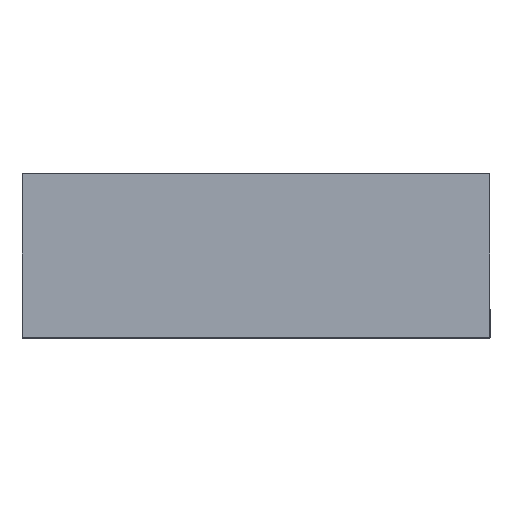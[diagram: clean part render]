
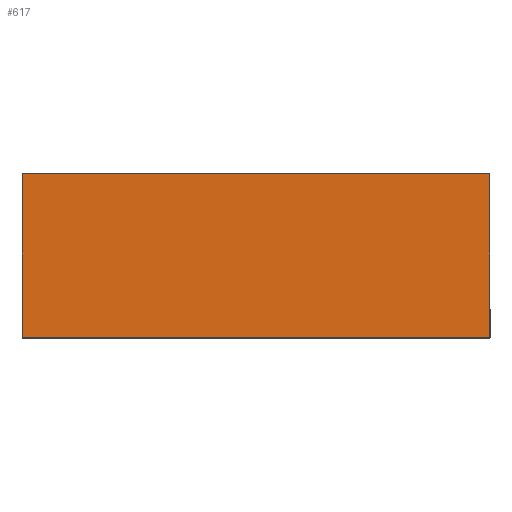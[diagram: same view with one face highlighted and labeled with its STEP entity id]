
A CAD part, top view. The second image highlights one B-rep face of the part: STEP entity #617.
In plain terms, the highlighted planar face has unit normal (0, 0, 1).
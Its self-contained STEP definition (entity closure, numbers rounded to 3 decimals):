
#11 = PLANE ( 'NONE',  #1101 ) ;
#31 = CARTESIAN_POINT ( 'NONE',  ( -1., 0.7, 1.2 ) ) ;
#64 = ORIENTED_EDGE ( 'NONE', *, *, #1065, .T. ) ;
#68 = DIRECTION ( 'NONE',  ( 0., -1., 0. ) ) ;
#118 = DIRECTION ( 'NONE',  ( 1., 0., 0. ) ) ;
#130 = LINE ( 'NONE', #1106, #1589 ) ;
#239 = DIRECTION ( 'NONE',  ( 1., 0., 0. ) ) ;
#288 = ORIENTED_EDGE ( 'NONE', *, *, #1286, .F. ) ;
#318 = CARTESIAN_POINT ( 'NONE',  ( 1., 0., 1.2 ) ) ;
#333 = DIRECTION ( 'NONE',  ( 0., 0., -1. ) ) ;
#364 = DIRECTION ( 'NONE',  ( 0., -1., 0. ) ) ;
#461 = VERTEX_POINT ( 'NONE', #581 ) ;
#581 = CARTESIAN_POINT ( 'NONE',  ( 1., 0.7, 1.2 ) ) ;
#617 = ADVANCED_FACE ( 'NONE', ( #930 ), #11, .F. ) ;
#640 = CARTESIAN_POINT ( 'NONE',  ( -1., 0., 1.2 ) ) ;
#644 = CARTESIAN_POINT ( 'NONE',  ( -1., 0.7, 1.2 ) ) ;
#732 = EDGE_CURVE ( 'NONE', #1209, #840, #1321, .T. ) ;
#840 = VERTEX_POINT ( 'NONE', #640 ) ;
#895 = EDGE_CURVE ( 'NONE', #461, #969, #130, .T. ) ;
#930 = FACE_OUTER_BOUND ( 'NONE', #1458, .T. ) ;
#969 = VERTEX_POINT ( 'NONE', #318 ) ;
#994 = CARTESIAN_POINT ( 'NONE',  ( -1., 0.7, 1.2 ) ) ;
#1065 = EDGE_CURVE ( 'NONE', #840, #969, #1665, .T. ) ;
#1097 = DIRECTION ( 'NONE',  ( -1., 0., 0. ) ) ;
#1101 = AXIS2_PLACEMENT_3D ( 'NONE', #644, #333, #1097 ) ;
#1106 = CARTESIAN_POINT ( 'NONE',  ( 1., 0.7, 1.2 ) ) ;
#1135 = VECTOR ( 'NONE', #118, 1000. ) ;
#1194 = ORIENTED_EDGE ( 'NONE', *, *, #895, .F. ) ;
#1198 = CARTESIAN_POINT ( 'NONE',  ( -1., 0., 1.2 ) ) ;
#1209 = VERTEX_POINT ( 'NONE', #31 ) ;
#1286 = EDGE_CURVE ( 'NONE', #1209, #461, #1961, .T. ) ;
#1321 = LINE ( 'NONE', #994, #1621 ) ;
#1458 = EDGE_LOOP ( 'NONE', ( #64, #1194, #288, #1682 ) ) ;
#1589 = VECTOR ( 'NONE', #364, 1000. ) ;
#1621 = VECTOR ( 'NONE', #68, 1000. ) ;
#1665 = LINE ( 'NONE', #1198, #1135 ) ;
#1682 = ORIENTED_EDGE ( 'NONE', *, *, #732, .T. ) ;
#1779 = CARTESIAN_POINT ( 'NONE',  ( -1., 0.7, 1.2 ) ) ;
#1787 = VECTOR ( 'NONE', #239, 1000. ) ;
#1961 = LINE ( 'NONE', #1779, #1787 ) ;
